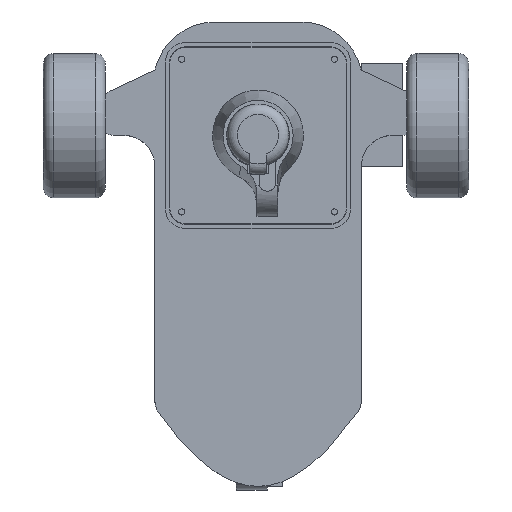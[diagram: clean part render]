
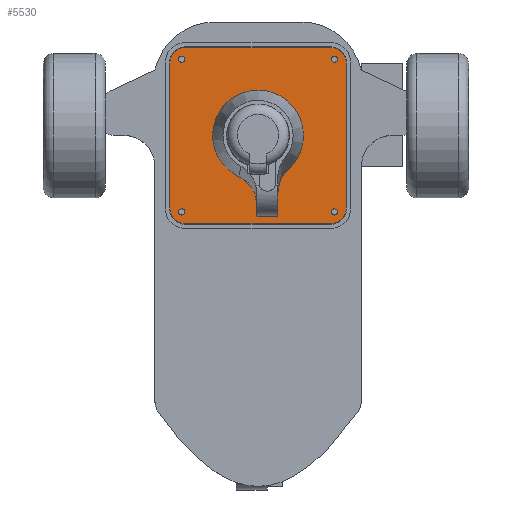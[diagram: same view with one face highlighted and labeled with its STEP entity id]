
A CAD part, top view. The second image highlights one B-rep face of the part: STEP entity #5530.
In plain terms, the highlighted planar face has unit normal (0, 0, 1).
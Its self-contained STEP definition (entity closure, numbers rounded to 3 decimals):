
#204=B_SPLINE_CURVE_WITH_KNOTS('',3,(#11176,#11177,#11178,#11179,#11180,
#11181,#11182,#11183,#11184,#11185),.UNSPECIFIED.,.F.,.F.,(4,2,2,2,4),(-1.316,
-0.994,-0.664,-0.328,0.),
 .UNSPECIFIED.);
#205=B_SPLINE_CURVE_WITH_KNOTS('',3,(#11193,#11194,#11195,#11196,#11197,
#11198,#11199,#11200,#11201,#11202),.UNSPECIFIED.,.F.,.F.,(4,2,2,2,4),(-1.741,
-1.31,-0.863,-0.422,0.),
 .UNSPECIFIED.);
#341=FACE_BOUND('',#1110,.T.);
#342=FACE_BOUND('',#1111,.T.);
#343=FACE_BOUND('',#1112,.T.);
#344=FACE_BOUND('',#1113,.T.);
#345=FACE_BOUND('',#1114,.T.);
#478=CIRCLE('',#6023,1.5);
#479=CIRCLE('',#6025,7.75);
#480=CIRCLE('',#6026,7.75);
#481=CIRCLE('',#6027,7.75);
#482=CIRCLE('',#6028,7.75);
#483=CIRCLE('',#6029,1.5);
#484=CIRCLE('',#6030,1.5);
#485=CIRCLE('',#6031,1.5);
#486=CIRCLE('',#6032,22.);
#765=FACE_OUTER_BOUND('',#1109,.T.);
#1109=EDGE_LOOP('',(#4658,#4659,#4660,#4661,#4662,#4663,#4664,#4665));
#1110=EDGE_LOOP('',(#4666));
#1111=EDGE_LOOP('',(#4667));
#1112=EDGE_LOOP('',(#4668));
#1113=EDGE_LOOP('',(#4669));
#1114=EDGE_LOOP('',(#4670,#4671,#4672,#4673,#4674,#4675));
#1578=LINE('',#11156,#2069);
#1579=LINE('',#11160,#2070);
#1580=LINE('',#11164,#2071);
#1581=LINE('',#11167,#2072);
#1582=LINE('',#11187,#2073);
#1583=LINE('',#11189,#2074);
#1584=LINE('',#11191,#2075);
#2069=VECTOR('',#7219,70.);
#2070=VECTOR('',#7222,70.);
#2071=VECTOR('',#7225,70.);
#2072=VECTOR('',#7228,70.);
#2073=VECTOR('',#7235,10.954);
#2074=VECTOR('',#7236,10.);
#2075=VECTOR('',#7237,5.142);
#2584=VERTEX_POINT('',#11148);
#2585=VERTEX_POINT('',#11152);
#2586=VERTEX_POINT('',#11153);
#2587=VERTEX_POINT('',#11155);
#2588=VERTEX_POINT('',#11157);
#2589=VERTEX_POINT('',#11159);
#2590=VERTEX_POINT('',#11161);
#2591=VERTEX_POINT('',#11163);
#2592=VERTEX_POINT('',#11165);
#2593=VERTEX_POINT('',#11168);
#2594=VERTEX_POINT('',#11170);
#2595=VERTEX_POINT('',#11172);
#2596=VERTEX_POINT('',#11174);
#2597=VERTEX_POINT('',#11175);
#2598=VERTEX_POINT('',#11186);
#2599=VERTEX_POINT('',#11188);
#2600=VERTEX_POINT('',#11190);
#2601=VERTEX_POINT('',#11192);
#3302=EDGE_CURVE('',#2584,#2584,#478,.T.);
#3303=EDGE_CURVE('',#2585,#2586,#479,.T.);
#3304=EDGE_CURVE('',#2587,#2586,#1578,.T.);
#3305=EDGE_CURVE('',#2587,#2588,#480,.T.);
#3306=EDGE_CURVE('',#2589,#2588,#1579,.T.);
#3307=EDGE_CURVE('',#2589,#2590,#481,.T.);
#3308=EDGE_CURVE('',#2591,#2590,#1580,.T.);
#3309=EDGE_CURVE('',#2591,#2592,#482,.T.);
#3310=EDGE_CURVE('',#2585,#2592,#1581,.T.);
#3311=EDGE_CURVE('',#2593,#2593,#483,.T.);
#3312=EDGE_CURVE('',#2594,#2594,#484,.T.);
#3313=EDGE_CURVE('',#2595,#2595,#485,.T.);
#3314=EDGE_CURVE('',#2596,#2597,#204,.T.);
#3315=EDGE_CURVE('',#2598,#2597,#1582,.T.);
#3316=EDGE_CURVE('',#2599,#2598,#1583,.T.);
#3317=EDGE_CURVE('',#2600,#2599,#1584,.T.);
#3318=EDGE_CURVE('',#2600,#2601,#205,.T.);
#3319=EDGE_CURVE('',#2601,#2596,#486,.T.);
#4658=ORIENTED_EDGE('',*,*,#3303,.T.);
#4659=ORIENTED_EDGE('',*,*,#3304,.F.);
#4660=ORIENTED_EDGE('',*,*,#3305,.T.);
#4661=ORIENTED_EDGE('',*,*,#3306,.F.);
#4662=ORIENTED_EDGE('',*,*,#3307,.T.);
#4663=ORIENTED_EDGE('',*,*,#3308,.F.);
#4664=ORIENTED_EDGE('',*,*,#3309,.T.);
#4665=ORIENTED_EDGE('',*,*,#3310,.F.);
#4666=ORIENTED_EDGE('',*,*,#3302,.F.);
#4667=ORIENTED_EDGE('',*,*,#3311,.T.);
#4668=ORIENTED_EDGE('',*,*,#3312,.T.);
#4669=ORIENTED_EDGE('',*,*,#3313,.F.);
#4670=ORIENTED_EDGE('',*,*,#3314,.T.);
#4671=ORIENTED_EDGE('',*,*,#3315,.F.);
#4672=ORIENTED_EDGE('',*,*,#3316,.F.);
#4673=ORIENTED_EDGE('',*,*,#3317,.F.);
#4674=ORIENTED_EDGE('',*,*,#3318,.T.);
#4675=ORIENTED_EDGE('',*,*,#3319,.T.);
#5265=PLANE('',#6024);
#5530=ADVANCED_FACE('',(#765,#341,#342,#343,#344,#345),#5265,.T.);
#6023=AXIS2_PLACEMENT_3D('',#11150,#7213,#7214);
#6024=AXIS2_PLACEMENT_3D('',#11151,#7215,#7216);
#6025=AXIS2_PLACEMENT_3D('',#11154,#7217,#7218);
#6026=AXIS2_PLACEMENT_3D('',#11158,#7220,#7221);
#6027=AXIS2_PLACEMENT_3D('',#11162,#7223,#7224);
#6028=AXIS2_PLACEMENT_3D('',#11166,#7226,#7227);
#6029=AXIS2_PLACEMENT_3D('',#11169,#7229,#7230);
#6030=AXIS2_PLACEMENT_3D('',#11171,#7231,#7232);
#6031=AXIS2_PLACEMENT_3D('',#11173,#7233,#7234);
#6032=AXIS2_PLACEMENT_3D('',#11203,#7238,#7239);
#7213=DIRECTION('center_axis',(0.,0.,
1.));
#7214=DIRECTION('ref_axis',(0.,1.,0.));
#7215=DIRECTION('center_axis',(0.,0.,
1.));
#7216=DIRECTION('ref_axis',(0.,1.,0.));
#7217=DIRECTION('center_axis',(0.,0.,
1.));
#7218=DIRECTION('ref_axis',(0.,1.,0.));
#7219=DIRECTION('',(0.,1.,0.));
#7220=DIRECTION('center_axis',(0.,0.,
1.));
#7221=DIRECTION('ref_axis',(-1.,0.,0.));
#7222=DIRECTION('',(-1.,0.,0.));
#7223=DIRECTION('center_axis',(0.,0.,
1.));
#7224=DIRECTION('ref_axis',(0.,-1.,0.));
#7225=DIRECTION('',(0.,-1.,0.));
#7226=DIRECTION('center_axis',(0.,0.,
1.));
#7227=DIRECTION('ref_axis',(1.,0.,0.));
#7228=DIRECTION('',(1.,0.,0.));
#7229=DIRECTION('center_axis',(0.,0.,
-1.));
#7230=DIRECTION('ref_axis',(0.,1.,0.));
#7231=DIRECTION('center_axis',(0.,0.,
-1.));
#7232=DIRECTION('ref_axis',(0.,-1.,0.));
#7233=DIRECTION('center_axis',(0.,0.,
1.));
#7234=DIRECTION('ref_axis',(0.,-1.,0.));
#7235=DIRECTION('',(0.,1.,0.));
#7236=DIRECTION('',(1.,0.,0.));
#7237=DIRECTION('',(0.,-1.,0.));
#7238=DIRECTION('center_axis',(0.,0.,
-1.));
#7239=DIRECTION('ref_axis',(-0.422,-0.907,0.));
#11148=CARTESIAN_POINT('',(-52.02,83.92,24.9));
#11150=CARTESIAN_POINT('Origin',(-52.02,85.42,24.9));
#11151=CARTESIAN_POINT('Origin',(-15.02,122.42,24.9));
#11152=CARTESIAN_POINT('',(-50.02,165.17,24.9));
#11153=CARTESIAN_POINT('',(-57.77,157.42,24.9));
#11154=CARTESIAN_POINT('Origin',(-50.02,157.42,24.9));
#11155=CARTESIAN_POINT('',(-57.77,87.42,24.9));
#11156=CARTESIAN_POINT('',(-57.77,87.42,24.9));
#11157=CARTESIAN_POINT('',(-50.02,79.67,24.9));
#11158=CARTESIAN_POINT('Origin',(-50.02,87.42,24.9));
#11159=CARTESIAN_POINT('',(19.98,79.67,24.9));
#11160=CARTESIAN_POINT('',(19.98,79.67,24.9));
#11161=CARTESIAN_POINT('',(27.73,87.42,24.9));
#11162=CARTESIAN_POINT('Origin',(19.98,87.42,24.9));
#11163=CARTESIAN_POINT('',(27.73,157.42,24.9));
#11164=CARTESIAN_POINT('',(27.73,157.42,24.9));
#11165=CARTESIAN_POINT('',(19.98,165.17,24.9));
#11166=CARTESIAN_POINT('Origin',(19.98,157.42,24.9));
#11167=CARTESIAN_POINT('',(-50.02,165.17,24.9));
#11168=CARTESIAN_POINT('',(21.98,83.92,24.9));
#11169=CARTESIAN_POINT('Origin',(21.98,85.42,24.9));
#11170=CARTESIAN_POINT('',(-52.02,160.92,24.9));
#11171=CARTESIAN_POINT('Origin',(-52.02,159.42,24.9));
#11172=CARTESIAN_POINT('',(21.98,160.92,24.9));
#11173=CARTESIAN_POINT('Origin',(21.98,159.42,24.9));
#11174=CARTESIAN_POINT('',(-0.353,106.022,24.9));
#11175=CARTESIAN_POINT('',(-5.52,94.354,24.9));
#11176=CARTESIAN_POINT('Ctrl Pts',(-0.353,106.022,
24.9));
#11177=CARTESIAN_POINT('Ctrl Pts',(-1.152,105.308,24.9));
#11178=CARTESIAN_POINT('Ctrl Pts',(-1.873,104.511,24.9));
#11179=CARTESIAN_POINT('Ctrl Pts',(-3.154,102.756,24.9));
#11180=CARTESIAN_POINT('Ctrl Pts',(-3.707,101.8,24.9));
#11181=CARTESIAN_POINT('Ctrl Pts',(-4.609,99.773,24.9));
#11182=CARTESIAN_POINT('Ctrl Pts',(-4.954,98.705,24.9));
#11183=CARTESIAN_POINT('Ctrl Pts',(-5.407,96.54,24.9));
#11184=CARTESIAN_POINT('Ctrl Pts',(-5.52,95.448,24.9));
#11185=CARTESIAN_POINT('Ctrl Pts',(-5.52,94.354,24.9));
#11186=CARTESIAN_POINT('',(-5.52,83.401,24.9));
#11187=CARTESIAN_POINT('',(-5.52,83.401,24.9));
#11188=CARTESIAN_POINT('',(-15.52,83.401,24.9));
#11189=CARTESIAN_POINT('',(-15.52,83.401,24.9));
#11190=CARTESIAN_POINT('',(-15.52,88.543,24.9));
#11191=CARTESIAN_POINT('',(-15.52,88.543,24.9));
#11192=CARTESIAN_POINT('',(-24.299,102.473,24.9));
#11193=CARTESIAN_POINT('Ctrl Pts',(-15.52,88.543,24.9));
#11194=CARTESIAN_POINT('Ctrl Pts',(-15.52,89.977,24.9));
#11195=CARTESIAN_POINT('Ctrl Pts',(-15.718,91.406,24.9));
#11196=CARTESIAN_POINT('Ctrl Pts',(-16.514,94.223,24.9));
#11197=CARTESIAN_POINT('Ctrl Pts',(-17.126,95.595,24.9));
#11198=CARTESIAN_POINT('Ctrl Pts',(-18.712,98.098,24.9));
#11199=CARTESIAN_POINT('Ctrl Pts',(-19.673,99.22,24.9));
#11200=CARTESIAN_POINT('Ctrl Pts',(-21.84,101.109,24.9));
#11201=CARTESIAN_POINT('Ctrl Pts',(-23.024,101.88,24.9));
#11202=CARTESIAN_POINT('Ctrl Pts',(-24.299,102.473,24.9));
#11203=CARTESIAN_POINT('Origin',(-15.02,122.42,24.9));
